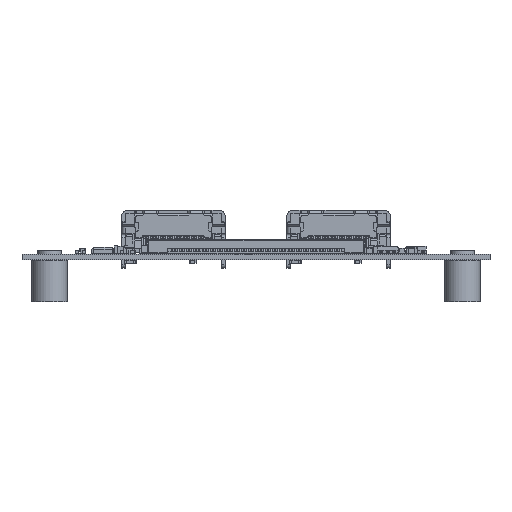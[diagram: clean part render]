
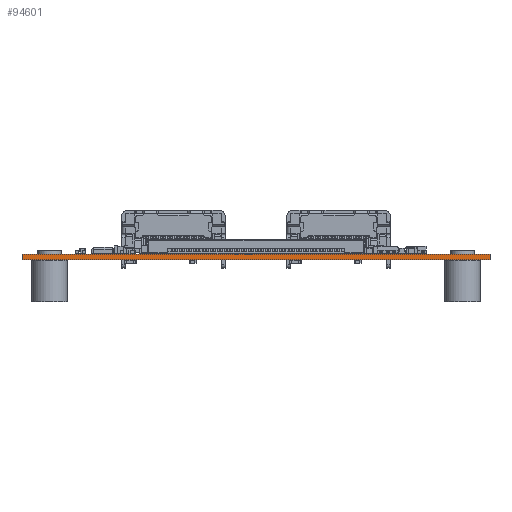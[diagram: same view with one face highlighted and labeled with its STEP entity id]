
A CAD part, front view. The second image highlights one B-rep face of the part: STEP entity #94601.
In plain terms, the highlighted planar face has unit normal (0, -1, 0).
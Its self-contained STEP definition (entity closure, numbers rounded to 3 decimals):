
#94601 = ADVANCED_FACE('',(#94602),#94636,.T.);
#94602 = FACE_BOUND('',#94603,.T.);
#94603 = EDGE_LOOP('',(#94604,#94614,#94622,#94630));
#94604 = ORIENTED_EDGE('',*,*,#94605,.T.);
#94605 = EDGE_CURVE('',#94606,#94608,#94610,.T.);
#94606 = VERTEX_POINT('',#94607);
#94607 = CARTESIAN_POINT('',(183.,-135.,0.));
#94608 = VERTEX_POINT('',#94609);
#94609 = CARTESIAN_POINT('',(183.,-135.,0.818));
#94610 = LINE('',#94611,#94612);
#94611 = CARTESIAN_POINT('',(183.,-135.,0.));
#94612 = VECTOR('',#94613,1.);
#94613 = DIRECTION('',(0.,0.,1.));
#94614 = ORIENTED_EDGE('',*,*,#94615,.T.);
#94615 = EDGE_CURVE('',#94608,#94616,#94618,.T.);
#94616 = VERTEX_POINT('',#94617);
#94617 = CARTESIAN_POINT('',(115.,-135.,0.818));
#94618 = LINE('',#94619,#94620);
#94619 = CARTESIAN_POINT('',(183.,-135.,0.818));
#94620 = VECTOR('',#94621,1.);
#94621 = DIRECTION('',(-1.,0.,0.));
#94622 = ORIENTED_EDGE('',*,*,#94623,.F.);
#94623 = EDGE_CURVE('',#94624,#94616,#94626,.T.);
#94624 = VERTEX_POINT('',#94625);
#94625 = CARTESIAN_POINT('',(115.,-135.,0.));
#94626 = LINE('',#94627,#94628);
#94627 = CARTESIAN_POINT('',(115.,-135.,0.));
#94628 = VECTOR('',#94629,1.);
#94629 = DIRECTION('',(0.,0.,1.));
#94630 = ORIENTED_EDGE('',*,*,#94631,.F.);
#94631 = EDGE_CURVE('',#94606,#94624,#94632,.T.);
#94632 = LINE('',#94633,#94634);
#94633 = CARTESIAN_POINT('',(183.,-135.,0.));
#94634 = VECTOR('',#94635,1.);
#94635 = DIRECTION('',(-1.,0.,0.));
#94636 = PLANE('',#94637);
#94637 = AXIS2_PLACEMENT_3D('',#94638,#94639,#94640);
#94638 = CARTESIAN_POINT('',(183.,-135.,0.));
#94639 = DIRECTION('',(0.,-1.,0.));
#94640 = DIRECTION('',(-1.,0.,0.));
